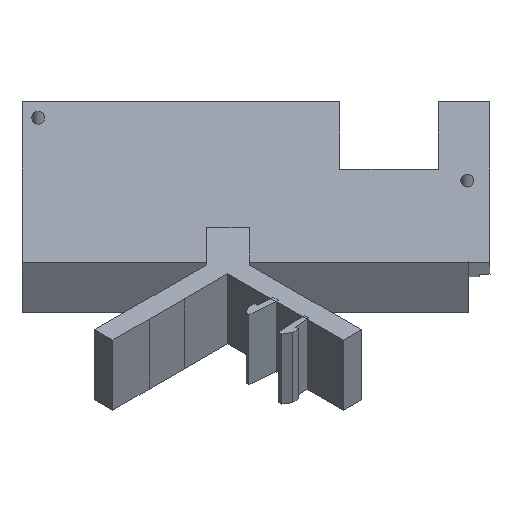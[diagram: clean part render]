
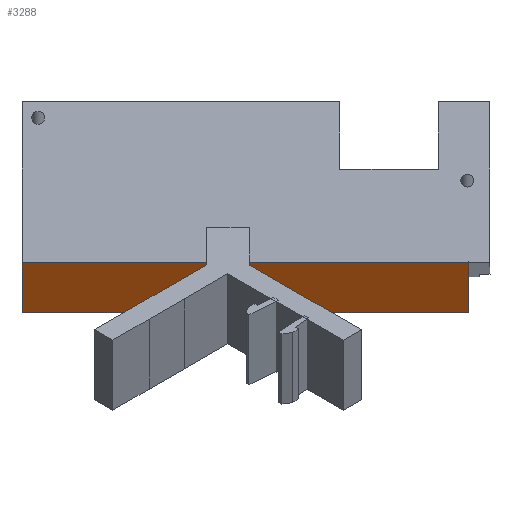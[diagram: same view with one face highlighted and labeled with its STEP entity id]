
A CAD part, isometric view. The second image highlights one B-rep face of the part: STEP entity #3288.
In plain terms, the highlighted face is planar.
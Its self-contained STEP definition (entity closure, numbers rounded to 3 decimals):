
#3119 = PLANE('',#3120);
#3120 = AXIS2_PLACEMENT_3D('',#3121,#3122,#3123);
#3121 = CARTESIAN_POINT('',(26.,-7.2,0.));
#3122 = DIRECTION('',(-1.,0.,0.));
#3123 = DIRECTION('',(0.,1.,0.));
#3147 = PLANE('',#3148);
#3148 = AXIS2_PLACEMENT_3D('',#3149,#3150,#3151);
#3149 = CARTESIAN_POINT('',(-0.025,-3.6,7.1));
#3150 = DIRECTION('',(0.,0.,1.));
#3151 = DIRECTION('',(1.,0.,0.));
#3175 = PLANE('',#3176);
#3176 = AXIS2_PLACEMENT_3D('',#3177,#3178,#3179);
#3177 = CARTESIAN_POINT('',(-26.05,0.,0.));
#3178 = DIRECTION('',(1.,0.,0.));
#3179 = DIRECTION('',(0.,-1.,0.));
#3201 = PLANE('',#3202);
#3202 = AXIS2_PLACEMENT_3D('',#3203,#3204,#3205);
#3203 = CARTESIAN_POINT('',(-0.025,-3.6,0.));
#3204 = DIRECTION('',(0.,0.,1.));
#3205 = DIRECTION('',(1.,0.,0.));
#3218 = VERTEX_POINT('',#3219);
#3219 = CARTESIAN_POINT('',(-26.05,-7.2,7.1));
#3240 = EDGE_CURVE('',#3241,#3218,#3243,.T.);
#3241 = VERTEX_POINT('',#3242);
#3242 = CARTESIAN_POINT('',(-26.05,-7.2,0.));
#3243 = SURFACE_CURVE('',#3244,(#3248,#3255),.PCURVE_S1.);
#3244 = LINE('',#3245,#3246);
#3245 = CARTESIAN_POINT('',(-26.05,-7.2,0.));
#3246 = VECTOR('',#3247,1.);
#3247 = DIRECTION('',(0.,0.,1.));
#3248 = PCURVE('',#3175,#3249);
#3249 = DEFINITIONAL_REPRESENTATION('',(#3250),#3254);
#3250 = LINE('',#3251,#3252);
#3251 = CARTESIAN_POINT('',(7.2,0.));
#3252 = VECTOR('',#3253,1.);
#3253 = DIRECTION('',(0.,-1.));
#3254 = ( GEOMETRIC_REPRESENTATION_CONTEXT(2) 
PARAMETRIC_REPRESENTATION_CONTEXT() REPRESENTATION_CONTEXT('2D SPACE',''
  ) );
#3255 = PCURVE('',#3256,#3261);
#3256 = PLANE('',#3257);
#3257 = AXIS2_PLACEMENT_3D('',#3258,#3259,#3260);
#3258 = CARTESIAN_POINT('',(-26.05,-7.2,0.));
#3259 = DIRECTION('',(0.,1.,0.));
#3260 = DIRECTION('',(1.,0.,0.));
#3261 = DEFINITIONAL_REPRESENTATION('',(#3262),#3266);
#3262 = LINE('',#3263,#3264);
#3263 = CARTESIAN_POINT('',(0.,0.));
#3264 = VECTOR('',#3265,1.);
#3265 = DIRECTION('',(0.,-1.));
#3266 = ( GEOMETRIC_REPRESENTATION_CONTEXT(2) 
PARAMETRIC_REPRESENTATION_CONTEXT() REPRESENTATION_CONTEXT('2D SPACE',''
  ) );
#3288 = ADVANCED_FACE('',(#3289),#3256,.F.);
#3289 = FACE_BOUND('',#3290,.F.);
#3290 = EDGE_LOOP('',(#3291,#3292,#3315,#3338));
#3291 = ORIENTED_EDGE('',*,*,#3240,.T.);
#3292 = ORIENTED_EDGE('',*,*,#3293,.T.);
#3293 = EDGE_CURVE('',#3218,#3294,#3296,.T.);
#3294 = VERTEX_POINT('',#3295);
#3295 = CARTESIAN_POINT('',(26.,-7.2,7.1));
#3296 = SURFACE_CURVE('',#3297,(#3301,#3308),.PCURVE_S1.);
#3297 = LINE('',#3298,#3299);
#3298 = CARTESIAN_POINT('',(-26.05,-7.2,7.1));
#3299 = VECTOR('',#3300,1.);
#3300 = DIRECTION('',(1.,0.,0.));
#3301 = PCURVE('',#3256,#3302);
#3302 = DEFINITIONAL_REPRESENTATION('',(#3303),#3307);
#3303 = LINE('',#3304,#3305);
#3304 = CARTESIAN_POINT('',(0.,-7.1));
#3305 = VECTOR('',#3306,1.);
#3306 = DIRECTION('',(1.,0.));
#3307 = ( GEOMETRIC_REPRESENTATION_CONTEXT(2) 
PARAMETRIC_REPRESENTATION_CONTEXT() REPRESENTATION_CONTEXT('2D SPACE',''
  ) );
#3308 = PCURVE('',#3147,#3309);
#3309 = DEFINITIONAL_REPRESENTATION('',(#3310),#3314);
#3310 = LINE('',#3311,#3312);
#3311 = CARTESIAN_POINT('',(-26.025,-3.6));
#3312 = VECTOR('',#3313,1.);
#3313 = DIRECTION('',(1.,0.));
#3314 = ( GEOMETRIC_REPRESENTATION_CONTEXT(2) 
PARAMETRIC_REPRESENTATION_CONTEXT() REPRESENTATION_CONTEXT('2D SPACE',''
  ) );
#3315 = ORIENTED_EDGE('',*,*,#3316,.F.);
#3316 = EDGE_CURVE('',#3317,#3294,#3319,.T.);
#3317 = VERTEX_POINT('',#3318);
#3318 = CARTESIAN_POINT('',(26.,-7.2,0.));
#3319 = SURFACE_CURVE('',#3320,(#3324,#3331),.PCURVE_S1.);
#3320 = LINE('',#3321,#3322);
#3321 = CARTESIAN_POINT('',(26.,-7.2,0.));
#3322 = VECTOR('',#3323,1.);
#3323 = DIRECTION('',(0.,0.,1.));
#3324 = PCURVE('',#3256,#3325);
#3325 = DEFINITIONAL_REPRESENTATION('',(#3326),#3330);
#3326 = LINE('',#3327,#3328);
#3327 = CARTESIAN_POINT('',(52.05,0.));
#3328 = VECTOR('',#3329,1.);
#3329 = DIRECTION('',(0.,-1.));
#3330 = ( GEOMETRIC_REPRESENTATION_CONTEXT(2) 
PARAMETRIC_REPRESENTATION_CONTEXT() REPRESENTATION_CONTEXT('2D SPACE',''
  ) );
#3331 = PCURVE('',#3119,#3332);
#3332 = DEFINITIONAL_REPRESENTATION('',(#3333),#3337);
#3333 = LINE('',#3334,#3335);
#3334 = CARTESIAN_POINT('',(0.,0.));
#3335 = VECTOR('',#3336,1.);
#3336 = DIRECTION('',(0.,-1.));
#3337 = ( GEOMETRIC_REPRESENTATION_CONTEXT(2) 
PARAMETRIC_REPRESENTATION_CONTEXT() REPRESENTATION_CONTEXT('2D SPACE',''
  ) );
#3338 = ORIENTED_EDGE('',*,*,#3339,.F.);
#3339 = EDGE_CURVE('',#3241,#3317,#3340,.T.);
#3340 = SURFACE_CURVE('',#3341,(#3345,#3352),.PCURVE_S1.);
#3341 = LINE('',#3342,#3343);
#3342 = CARTESIAN_POINT('',(-26.05,-7.2,0.));
#3343 = VECTOR('',#3344,1.);
#3344 = DIRECTION('',(1.,0.,0.));
#3345 = PCURVE('',#3256,#3346);
#3346 = DEFINITIONAL_REPRESENTATION('',(#3347),#3351);
#3347 = LINE('',#3348,#3349);
#3348 = CARTESIAN_POINT('',(0.,0.));
#3349 = VECTOR('',#3350,1.);
#3350 = DIRECTION('',(1.,0.));
#3351 = ( GEOMETRIC_REPRESENTATION_CONTEXT(2) 
PARAMETRIC_REPRESENTATION_CONTEXT() REPRESENTATION_CONTEXT('2D SPACE',''
  ) );
#3352 = PCURVE('',#3201,#3353);
#3353 = DEFINITIONAL_REPRESENTATION('',(#3354),#3358);
#3354 = LINE('',#3355,#3356);
#3355 = CARTESIAN_POINT('',(-26.025,-3.6));
#3356 = VECTOR('',#3357,1.);
#3357 = DIRECTION('',(1.,0.));
#3358 = ( GEOMETRIC_REPRESENTATION_CONTEXT(2) 
PARAMETRIC_REPRESENTATION_CONTEXT() REPRESENTATION_CONTEXT('2D SPACE',''
  ) );
